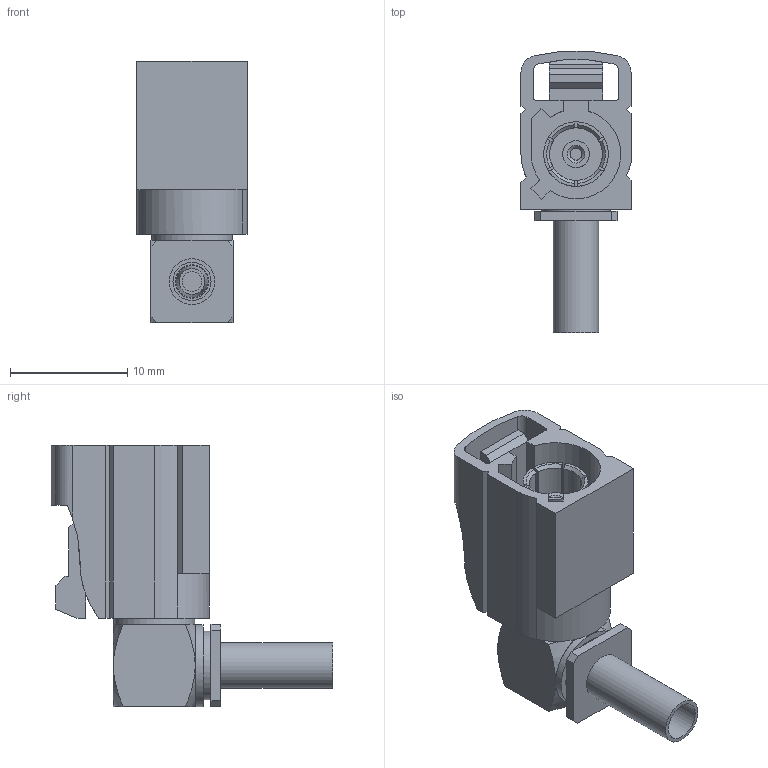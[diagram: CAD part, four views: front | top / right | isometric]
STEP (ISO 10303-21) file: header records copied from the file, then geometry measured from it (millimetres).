
FILE_DESCRIPTION (( 'STEP AP203' ), '1' );
FILE_NAME ('PE44648H.step', '2019-12-05T19:36:17', ( '' ), ( '' ), 'SwSTEP 2.0', 'SolidWorks 2018', '' );
FILE_SCHEMA (( 'CONFIG_CONTROL_DESIGN' ));
Length unit declared in the file: inch
Products named in the file (1): PE44648H
Bounding box: 9.4 x 24.01 x 22.3 mm (x, y, z)
Volume: 1620.1 mm3; surface area: 2278.4 mm2
Topology: 1 solids, 1 shells, 168 faces, 438 edges, 287 vertices
Faces by surface type: plane 106, cylinder 33, cone 20, bspline 9
Full cylindrical faces by diameter (mm): 1.016 x1, 1.7 x1, 2.286 x1, 2.7 x3, 2.852 x2, 3.26 x1, 3.5 x1, 3.9 x1, 4.497 x1, 5 x1, 5.513 x1, 5.869 x1, 6.883 x1, 6.999 x1
Entity records: 6360 total; most frequent: CARTESIAN_POINT 2379, ORIENTED_EDGE 820, DIRECTION 756, EDGE_CURVE 410, VERTEX_POINT 279, AXIS2_PLACEMENT_3D 265, VECTOR 226, LINE 226
